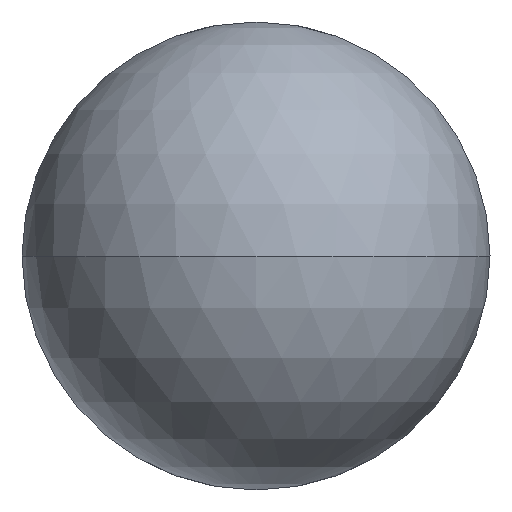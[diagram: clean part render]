
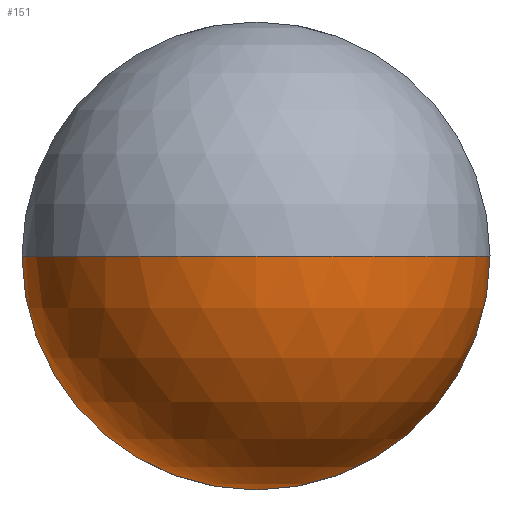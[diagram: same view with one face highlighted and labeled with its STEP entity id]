
A CAD part, front view. The second image highlights one B-rep face of the part: STEP entity #151.
In plain terms, the highlighted spherical face has radius 1.587 mm.
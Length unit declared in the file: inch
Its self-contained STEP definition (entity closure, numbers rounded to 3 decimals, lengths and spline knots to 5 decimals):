
#9 = CARTESIAN_POINT ( 'NONE',  ( -0.0625, 0.0625, 0. ) ) ;
#11 = EDGE_CURVE ( 'NONE', #372, #517, #97, .T. ) ;
#20 = CARTESIAN_POINT ( 'NONE',  ( 0.0625, 0.0625, 0. ) ) ;
#29 = DIRECTION ( 'NONE',  ( -1., 0., 0. ) ) ;
#30 = CARTESIAN_POINT ( 'NONE',  ( 0., 0.0625, 0. ) ) ;
#31 = EDGE_LOOP ( 'NONE', ( #491, #74, #213, #296 ) ) ;
#73 = EDGE_CURVE ( 'NONE', #488, #372, #358, .T. ) ;
#74 = ORIENTED_EDGE ( 'NONE', *, *, #73, .T. ) ;
#75 = DIRECTION ( 'NONE',  ( 1., 0., 0. ) ) ;
#97 = CIRCLE ( 'NONE', #339, 0.0625 ) ;
#135 = DIRECTION ( 'NONE',  ( 0., 0., -1. ) ) ;
#142 = CIRCLE ( 'NONE', #174, 0.0625 ) ;
#151 = ADVANCED_FACE ( 'NONE', ( #177 ), #184, .T. ) ;
#153 = AXIS2_PLACEMENT_3D ( 'NONE', #300, #334, #135 ) ;
#157 = CARTESIAN_POINT ( 'NONE',  ( 0., 0.0625, 0. ) ) ;
#170 = CARTESIAN_POINT ( 'NONE',  ( 0., 0.0625, 0. ) ) ;
#174 = AXIS2_PLACEMENT_3D ( 'NONE', #157, #269, #75 ) ;
#177 = FACE_OUTER_BOUND ( 'NONE', #31, .T. ) ;
#184 = SPHERICAL_SURFACE ( 'NONE', #430, 0.0625 ) ;
#192 = CARTESIAN_POINT ( 'NONE',  ( 0., 0., 0. ) ) ;
#213 = ORIENTED_EDGE ( 'NONE', *, *, #11, .T. ) ;
#244 = AXIS2_PLACEMENT_3D ( 'NONE', #170, #331, #461 ) ;
#269 = DIRECTION ( 'NONE',  ( 0., 0., 1. ) ) ;
#296 = ORIENTED_EDGE ( 'NONE', *, *, #521, .F. ) ;
#300 = CARTESIAN_POINT ( 'NONE',  ( 0., 0.0625, 0. ) ) ;
#331 = DIRECTION ( 'NONE',  ( 0., -1., 0. ) ) ;
#334 = DIRECTION ( 'NONE',  ( 0., -1., 0. ) ) ;
#339 = AXIS2_PLACEMENT_3D ( 'NONE', #512, #389, #29 ) ;
#346 = DIRECTION ( 'NONE',  ( 0., 0., -1. ) ) ;
#358 = CIRCLE ( 'NONE', #153, 0.0625 ) ;
#372 = VERTEX_POINT ( 'NONE', #20 ) ;
#389 = DIRECTION ( 'NONE',  ( 0., 0., -1. ) ) ;
#414 = CIRCLE ( 'NONE', #244, 0.0625 ) ;
#425 = EDGE_CURVE ( 'NONE', #442, #488, #414, .T. ) ;
#430 = AXIS2_PLACEMENT_3D ( 'NONE', #30, #346, #518 ) ;
#442 = VERTEX_POINT ( 'NONE', #9 ) ;
#461 = DIRECTION ( 'NONE',  ( 0., 0., -1. ) ) ;
#484 = CARTESIAN_POINT ( 'NONE',  ( 0., 0.0625, -0.0625 ) ) ;
#488 = VERTEX_POINT ( 'NONE', #484 ) ;
#491 = ORIENTED_EDGE ( 'NONE', *, *, #425, .T. ) ;
#512 = CARTESIAN_POINT ( 'NONE',  ( 0., 0.0625, 0. ) ) ;
#517 = VERTEX_POINT ( 'NONE', #192 ) ;
#518 = DIRECTION ( 'NONE',  ( -1., 0., 0. ) ) ;
#521 = EDGE_CURVE ( 'NONE', #442, #517, #142, .T. ) ;
